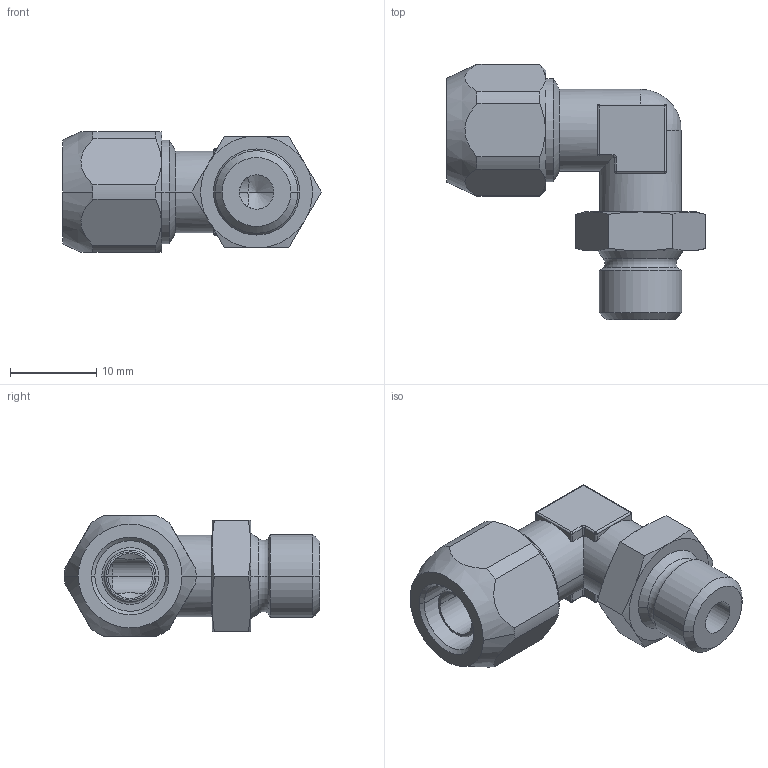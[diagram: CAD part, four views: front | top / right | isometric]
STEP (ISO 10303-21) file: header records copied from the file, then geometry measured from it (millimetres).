
FILE_DESCRIPTION(( 'CX.14.08.18.stp' ), '1');
FILE_NAME( 'CX.14.08.18.stp', '2019-06-20T13:29:32',( 'Sopra'),('sopra-pneumatic.com'), 'SwSTEP 2.0','SolidWorks 2009','' );
FILE_SCHEMA(('CONFIG_CONTROL_DESIGN'));
Length unit declared in the file: millimetre
Products named in the file (1): 361120B_130X4-8-6-1-8F
Bounding box: 30.01 x 29.65 x 14 mm (x, y, z)
Volume: 3639.2 mm3; surface area: 2911 mm2
Topology: 1 solids, 1 shells, 130 faces, 303 edges, 177 vertices
Faces by surface type: cylinder 46, plane 33, cone 32, sphere 11, torus 8
Entity records: 3910 total; most frequent: CARTESIAN_POINT 951, DIRECTION 632, ORIENTED_EDGE 600, EDGE_CURVE 300, AXIS2_PLACEMENT_3D 262, VERTEX_POINT 177, EDGE_LOOP 137, CIRCLE 132
